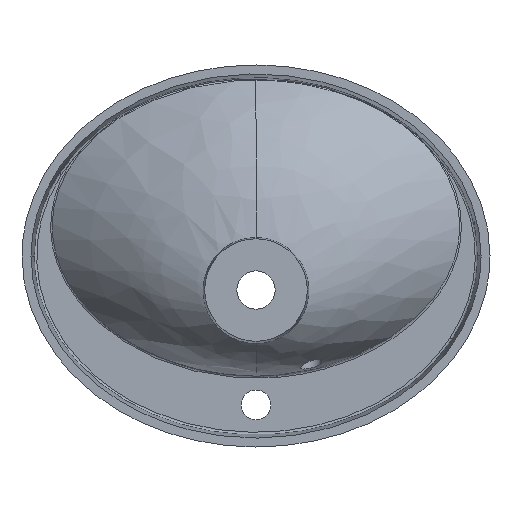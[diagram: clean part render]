
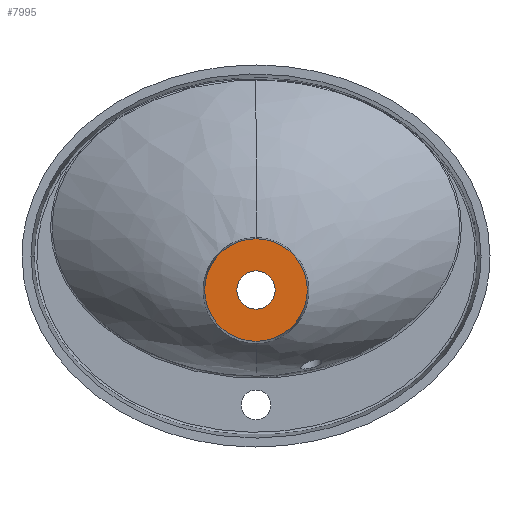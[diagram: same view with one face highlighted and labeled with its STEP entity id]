
A CAD part, front view. The second image highlights one B-rep face of the part: STEP entity #7995.
In plain terms, the highlighted planar face has unit normal (0, -1, 0).
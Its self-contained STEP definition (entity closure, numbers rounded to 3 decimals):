
#408 = EDGE_CURVE ( 'NONE', #5180, #2759, #4430, .T. ) ;
#630 = DIRECTION ( 'NONE',  ( 0., 1., 0. ) ) ;
#658 = DIRECTION ( 'NONE',  ( 0., 0., 1. ) ) ;
#699 = DIRECTION ( 'NONE',  ( 0., 1., 0. ) ) ;
#812 = EDGE_CURVE ( 'NONE', #2759, #5180, #7666, .T. ) ;
#1101 = CIRCLE ( 'NONE', #7598, 22.5 ) ;
#1160 = DIRECTION ( 'NONE',  ( 0., -1., 0. ) ) ;
#1192 = DIRECTION ( 'NONE',  ( 0., 0., 1. ) ) ;
#1205 = DIRECTION ( 'NONE',  ( 0., 1., 0. ) ) ;
#1296 = EDGE_LOOP ( 'NONE', ( #3029, #9053 ) ) ;
#1771 = AXIS2_PLACEMENT_3D ( 'NONE', #7723, #1205, #4899 ) ;
#2249 = ORIENTED_EDGE ( 'NONE', *, *, #408, .T. ) ;
#2313 = CARTESIAN_POINT ( 'NONE',  ( 0., -137., -62.5 ) ) ;
#2350 = CARTESIAN_POINT ( 'NONE',  ( 0., -137., 20.313 ) ) ;
#2759 = VERTEX_POINT ( 'NONE', #2350 ) ;
#3029 = ORIENTED_EDGE ( 'NONE', *, *, #6739, .T. ) ;
#3273 = CARTESIAN_POINT ( 'NONE',  ( 0., -137., -17.5 ) ) ;
#3368 = AXIS2_PLACEMENT_3D ( 'NONE', #8906, #4570, #3776 ) ;
#3776 = DIRECTION ( 'NONE',  ( 0., 0., 1. ) ) ;
#4430 = CIRCLE ( 'NONE', #3368, 60.313 ) ;
#4570 = DIRECTION ( 'NONE',  ( 0., -1., 0. ) ) ;
#4885 = CIRCLE ( 'NONE', #1771, 22.5 ) ;
#4899 = DIRECTION ( 'NONE',  ( 0., 0., 1. ) ) ;
#5180 = VERTEX_POINT ( 'NONE', #6905 ) ;
#5563 = CARTESIAN_POINT ( 'NONE',  ( 0., -137., -40. ) ) ;
#5823 = EDGE_LOOP ( 'NONE', ( #7308, #2249 ) ) ;
#5847 = DIRECTION ( 'NONE',  ( 0., 0., 1. ) ) ;
#5878 = AXIS2_PLACEMENT_3D ( 'NONE', #5563, #1160, #1192 ) ;
#5987 = AXIS2_PLACEMENT_3D ( 'NONE', #8665, #630, #658 ) ;
#6630 = VERTEX_POINT ( 'NONE', #2313 ) ;
#6739 = EDGE_CURVE ( 'NONE', #9283, #6630, #4885, .T. ) ;
#6905 = CARTESIAN_POINT ( 'NONE',  ( 0., -137., -100.313 ) ) ;
#7134 = PLANE ( 'NONE',  #5987 ) ;
#7308 = ORIENTED_EDGE ( 'NONE', *, *, #812, .T. ) ;
#7598 = AXIS2_PLACEMENT_3D ( 'NONE', #8792, #699, #5847 ) ;
#7666 = CIRCLE ( 'NONE', #5878, 60.313 ) ;
#7723 = CARTESIAN_POINT ( 'NONE',  ( 0., -137., -40. ) ) ;
#7743 = EDGE_CURVE ( 'NONE', #6630, #9283, #1101, .T. ) ;
#7995 = ADVANCED_FACE ( 'NONE', ( #8682, #8458 ), #7134, .F. ) ;
#8458 = FACE_OUTER_BOUND ( 'NONE', #5823, .T. ) ;
#8665 = CARTESIAN_POINT ( 'NONE',  ( 0., -137., 0. ) ) ;
#8682 = FACE_BOUND ( 'NONE', #1296, .T. ) ;
#8792 = CARTESIAN_POINT ( 'NONE',  ( 0., -137., -40. ) ) ;
#8906 = CARTESIAN_POINT ( 'NONE',  ( 0., -137., -40. ) ) ;
#9053 = ORIENTED_EDGE ( 'NONE', *, *, #7743, .T. ) ;
#9283 = VERTEX_POINT ( 'NONE', #3273 ) ;
